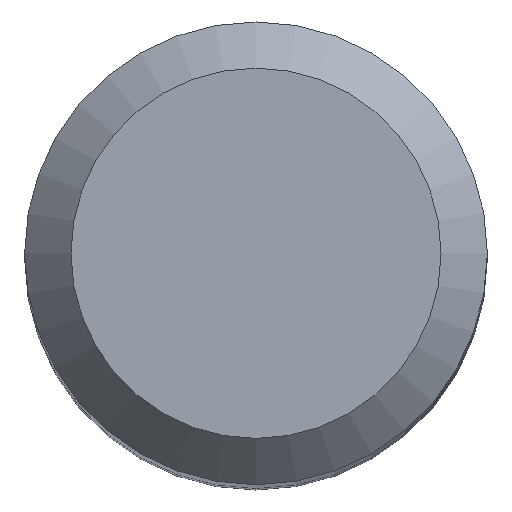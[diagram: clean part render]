
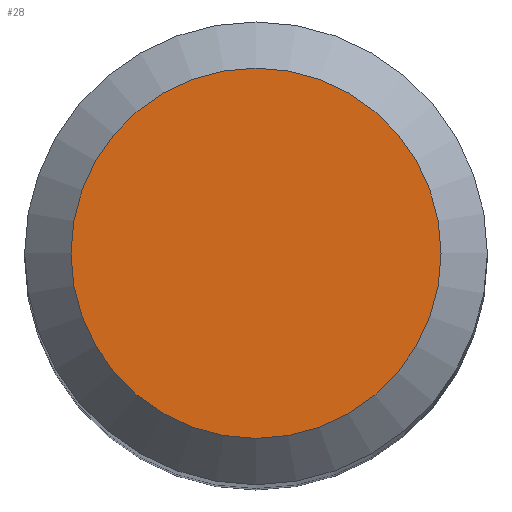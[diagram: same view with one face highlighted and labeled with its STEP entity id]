
A CAD part, top view. The second image highlights one B-rep face of the part: STEP entity #28.
In plain terms, the highlighted planar face has unit normal (0, 0, 1).
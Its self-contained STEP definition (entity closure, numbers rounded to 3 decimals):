
#4 = FACE_OUTER_BOUND ( 'NONE', #169, .T. ) ;
#8 = DIRECTION ( 'NONE',  ( 0., 1., 0. ) ) ;
#26 = CIRCLE ( 'NONE', #220, 4. ) ;
#28 = ADVANCED_FACE ( 'NONE', ( #4 ), #137, .F. ) ;
#32 = CARTESIAN_POINT ( 'NONE',  ( 0., -4., 67. ) ) ;
#46 = DIRECTION ( 'NONE',  ( 0., 0., -1. ) ) ;
#86 = AXIS2_PLACEMENT_3D ( 'NONE', #188, #46, #8 ) ;
#90 = DIRECTION ( 'NONE',  ( 0., -1., 0. ) ) ;
#107 = VERTEX_POINT ( 'NONE', #32 ) ;
#137 = PLANE ( 'NONE',  #86 ) ;
#169 = EDGE_LOOP ( 'NONE', ( #189 ) ) ;
#173 = DIRECTION ( 'NONE',  ( 0., 0., 1. ) ) ;
#183 = EDGE_CURVE ( 'NONE', #107, #107, #26, .T. ) ;
#188 = CARTESIAN_POINT ( 'NONE',  ( 0., 0., 67. ) ) ;
#189 = ORIENTED_EDGE ( 'NONE', *, *, #183, .T. ) ;
#194 = CARTESIAN_POINT ( 'NONE',  ( 0., 0., 67. ) ) ;
#220 = AXIS2_PLACEMENT_3D ( 'NONE', #194, #173, #90 ) ;
